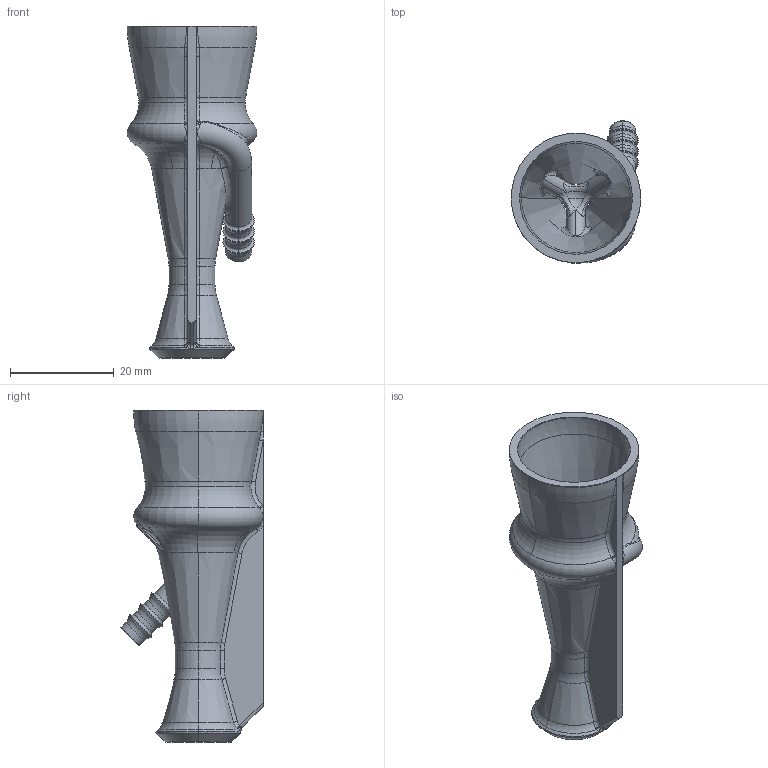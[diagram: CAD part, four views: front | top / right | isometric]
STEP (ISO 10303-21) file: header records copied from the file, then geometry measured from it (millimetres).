
FILE_DESCRIPTION (( 'STEP AP203' ), '1' );
FILE_NAME ('Respirator-free reanimation Venturi''s valve (rev. 4) FiO2-28 Body.STEP', '2020-03-23T23:11:46', ( '' ), ( '' ), 'SwSTEP 2.0', 'SolidWorks 2018', '' );
FILE_SCHEMA (( 'CONFIG_CONTROL_DESIGN' ));
Products named in the file (1): Respirator-free reanimation Venturi''s valve (rev. 4) FiO2-28 Body
Bounding box: 25 x 27.46 x 64.1 mm (x, y, z)
Volume: 6330.4 mm3; surface area: 8757.2 mm2
Topology: 1 solids, 1 shells, 600 faces, 1504 edges, 910 vertices
Faces by surface type: bspline 280, plane 134, torus 96, cylinder 54, cone 30, sphere 6
Entity records: 34725 total; most frequent: CARTESIAN_POINT 22449, ORIENTED_EDGE 2976, DIRECTION 1881, EDGE_CURVE 1488, VERTEX_POINT 910, AXIS2_PLACEMENT_3D 695, EDGE_LOOP 634, ADVANCED_FACE 600
